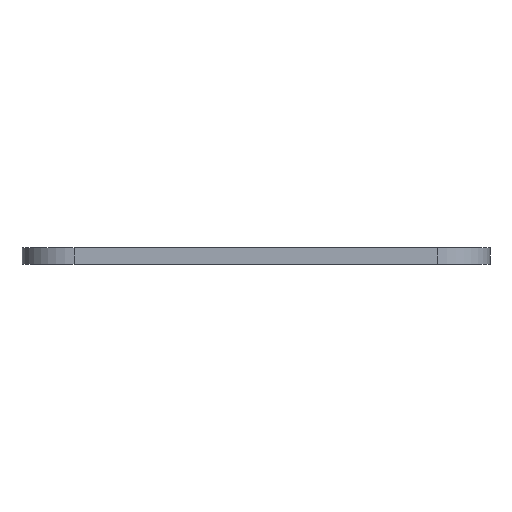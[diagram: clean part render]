
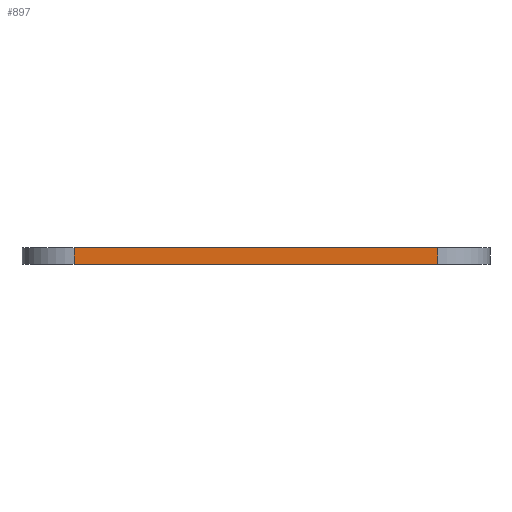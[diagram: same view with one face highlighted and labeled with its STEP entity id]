
A CAD part, left-side view. The second image highlights one B-rep face of the part: STEP entity #897.
In plain terms, the highlighted planar face has unit normal (-1, 0, 0).
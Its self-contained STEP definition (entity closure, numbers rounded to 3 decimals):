
#65 = VECTOR ( 'NONE', #1603, 1000. ) ;
#111 = AXIS2_PLACEMENT_3D ( 'NONE', #1539, #790, #643 ) ;
#161 = CARTESIAN_POINT ( 'NONE',  ( -48., 17.5, 1.6 ) ) ;
#246 = CARTESIAN_POINT ( 'NONE',  ( -48., 0., 0. ) ) ;
#256 = EDGE_CURVE ( 'NONE', #872, #1302, #1479, .T. ) ;
#305 = DIRECTION ( 'NONE',  ( 0., -1., 0. ) ) ;
#385 = ORIENTED_EDGE ( 'NONE', *, *, #519, .F. ) ;
#519 = EDGE_CURVE ( 'NONE', #1302, #1278, #1938, .T. ) ;
#593 = EDGE_CURVE ( 'NONE', #1719, #872, #1637, .T. ) ;
#643 = DIRECTION ( 'NONE',  ( 0., 0., -1. ) ) ;
#647 = CARTESIAN_POINT ( 'NONE',  ( -48., 17.5, 1.6 ) ) ;
#683 = DIRECTION ( 'NONE',  ( 0., 0., -1. ) ) ;
#778 = ORIENTED_EDGE ( 'NONE', *, *, #1050, .T. ) ;
#790 = DIRECTION ( 'NONE',  ( 1., 0., 0. ) ) ;
#838 = VECTOR ( 'NONE', #305, 1000. ) ;
#849 = EDGE_LOOP ( 'NONE', ( #385, #1600, #1552, #778 ) ) ;
#872 = VERTEX_POINT ( 'NONE', #647 ) ;
#897 = ADVANCED_FACE ( 'NONE', ( #1517 ), #1241, .F. ) ;
#1006 = CARTESIAN_POINT ( 'NONE',  ( -48., 17.5, 0. ) ) ;
#1050 = EDGE_CURVE ( 'NONE', #1719, #1278, #1515, .T. ) ;
#1180 = CARTESIAN_POINT ( 'NONE',  ( -48., -17.5, 1.6 ) ) ;
#1215 = VECTOR ( 'NONE', #683, 1000. ) ;
#1241 = PLANE ( 'NONE',  #111 ) ;
#1278 = VERTEX_POINT ( 'NONE', #1630 ) ;
#1302 = VERTEX_POINT ( 'NONE', #1180 ) ;
#1458 = VECTOR ( 'NONE', #1899, 1000. ) ;
#1479 = LINE ( 'NONE', #161, #838 ) ;
#1515 = LINE ( 'NONE', #246, #65 ) ;
#1517 = FACE_OUTER_BOUND ( 'NONE', #849, .T. ) ;
#1539 = CARTESIAN_POINT ( 'NONE',  ( -48., 17.5, 0. ) ) ;
#1552 = ORIENTED_EDGE ( 'NONE', *, *, #593, .F. ) ;
#1600 = ORIENTED_EDGE ( 'NONE', *, *, #256, .F. ) ;
#1603 = DIRECTION ( 'NONE',  ( 0., -1., 0. ) ) ;
#1630 = CARTESIAN_POINT ( 'NONE',  ( -48., -17.5, 0. ) ) ;
#1637 = LINE ( 'NONE', #1749, #1458 ) ;
#1719 = VERTEX_POINT ( 'NONE', #1006 ) ;
#1722 = CARTESIAN_POINT ( 'NONE',  ( -48., -17.5, 0. ) ) ;
#1749 = CARTESIAN_POINT ( 'NONE',  ( -48., 17.5, 0. ) ) ;
#1899 = DIRECTION ( 'NONE',  ( 0., 0., 1. ) ) ;
#1938 = LINE ( 'NONE', #1722, #1215 ) ;
